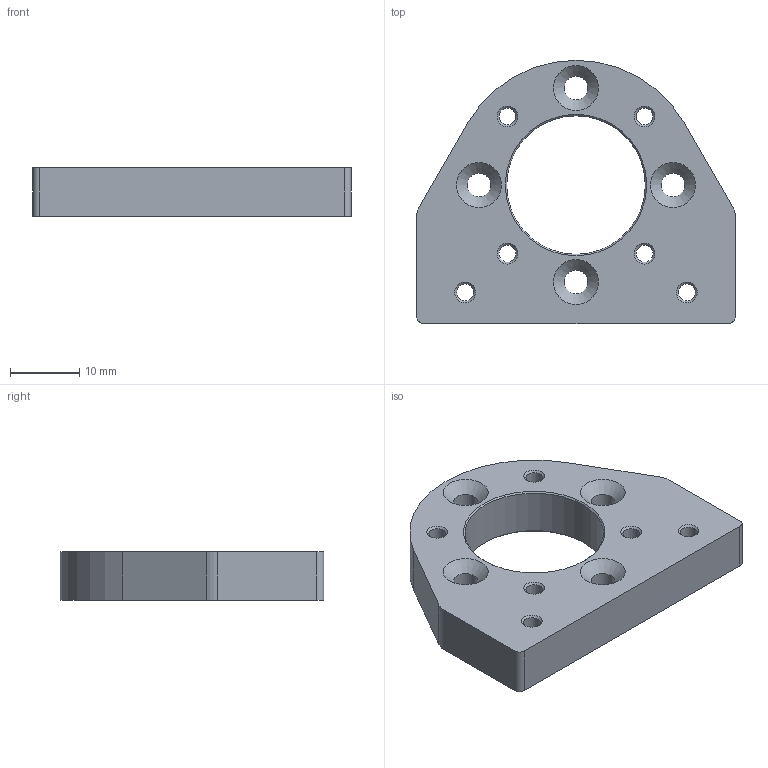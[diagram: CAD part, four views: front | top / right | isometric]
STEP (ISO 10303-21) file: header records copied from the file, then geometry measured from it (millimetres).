
FILE_DESCRIPTION(/* description */ ('STEP AP214'),/* implementation_level */ '2;1');
FILE_NAME(/* name */ '34480_FSR-10',/* time_stamp */ '2024-08-28T19:15:55+02:00',/* author */ ('License CC BY-ND 4.0'),/* organization */ ('CADENAS'),/* preprocessor_version */ 'ST-DEVELOPER v19.3',/* originating_system */ 'PARTsolutions',/* authorisation */ ' ');
FILE_SCHEMA (('AUTOMOTIVE_DESIGN {1 0 10303 214 3 1 1}'));
Length unit declared in the file: millimetre
Products named in the file (1): 34480 FSR-10
Bounding box: 46 x 38 x 7 mm (x, y, z)
Volume: 7335.3 mm3; surface area: 4138.8 mm2
Topology: 1 solids, 1 shells, 41 faces, 99 edges, 60 vertices
Faces by surface type: cone 18, cylinder 16, plane 7
Full cylindrical faces by diameter (mm): 2.459 x6, 3.4 x4, 20 x1
Entity records: 1128 total; most frequent: DIRECTION 204, CARTESIAN_POINT 172, ORIENTED_EDGE 140, EDGE_LOOP 92, FACE_BOUND 92, AXIS2_PLACEMENT_3D 92, EDGE_CURVE 70, VERTEX_POINT 60
